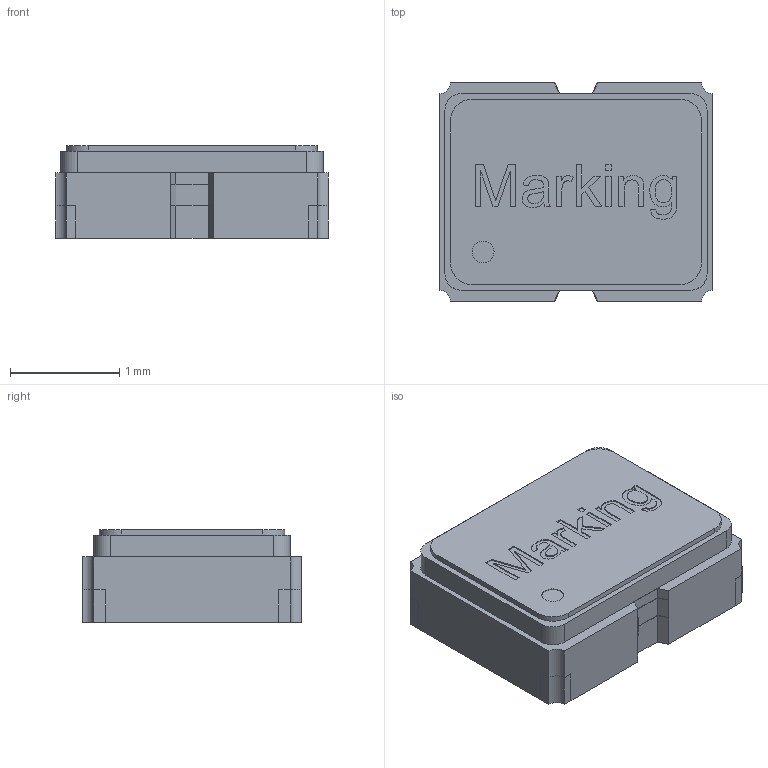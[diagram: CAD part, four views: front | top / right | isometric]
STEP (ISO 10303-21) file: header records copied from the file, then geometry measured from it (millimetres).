
FILE_DESCRIPTION(/* description */ ('Unknown'),/* implementation_level */ '2;1');
FILE_NAME(/* name */ '8310xxxxxx_2,5x2,0x1,0',/* time_stamp */ '2018-08-28T11:35:02+02:00',/* author */ ('Unknown'),/* organization */ ('Unknown'),/* preprocessor_version */ 'ST-DEVELOPER v16.7',/* originating_system */ 'DEX',/* authorisation */ $);
FILE_SCHEMA (('AUTOMOTIVE_DESIGN {1 0 10303 214 3 1 1}'));
Length unit declared in the file: millimetre
Products named in the file (4): 8310xxxxxx_2,5x2,0x1,0; Body; Pins; Cover
Assembly tree (3 placements, depth 2):
  8310xxxxxx_2,5x2,0x1,0
    Body
    Pins
    Cover
Bounding box: 2.5 x 2 x 0.85 mm (x, y, z)
Volume: 4 mm3; surface area: 35.5 mm2
Topology: 8 solids, 8 shells, 205 faces, 531 edges, 354 vertices
Faces by surface type: plane 172, cylinder 17, bspline 16
Full cylindrical faces by diameter (mm): 0.2 x1
Entity records: 7624 total; most frequent: CARTESIAN_POINT 1946, ORIENTED_EDGE 1058, DIRECTION 825, EDGE_CURVE 529, LINE 371, VECTOR 371, VERTEX_POINT 354, AXIS2_PLACEMENT_3D 227
